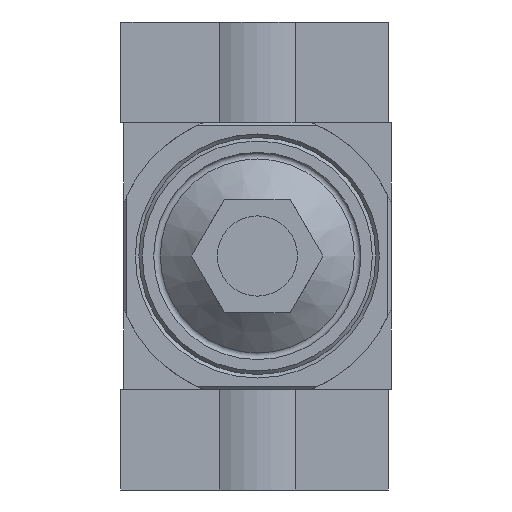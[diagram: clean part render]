
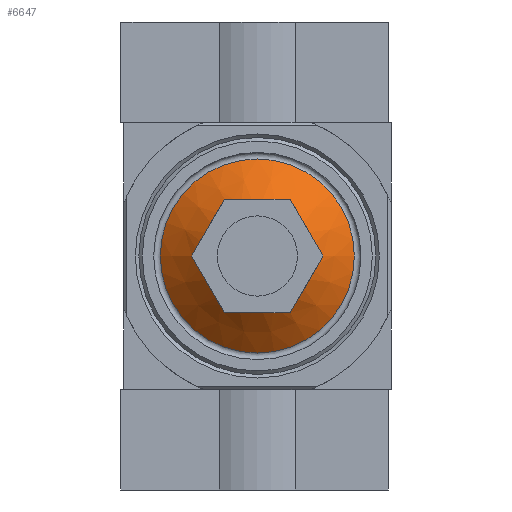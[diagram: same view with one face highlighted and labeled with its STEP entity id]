
A CAD part, front view. The second image highlights one B-rep face of the part: STEP entity #6647.
In plain terms, the highlighted conical face has half-angle 49.63 degrees and reference radius 14.511 mm.
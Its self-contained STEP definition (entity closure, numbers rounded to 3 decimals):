
#115=CONICAL_SURFACE('',#7108,14.511,0.866);
#233=B_SPLINE_CURVE_WITH_KNOTS('',3,(#10081,#10082,#10083,#10084,#10085,
#10086),.UNSPECIFIED.,.F.,.F.,(4,1,1,4),(0.,0.003,
0.005,0.01),.UNSPECIFIED.);
#234=B_SPLINE_CURVE_WITH_KNOTS('',3,(#10089,#10090,#10091,#10092,#10093,
#10094,#10095),.UNSPECIFIED.,.F.,.F.,(4,1,1,1,4),(0.013,0.016,
0.018,0.021,0.023),.UNSPECIFIED.);
#235=B_SPLINE_CURVE_WITH_KNOTS('',3,(#10097,#10098,#10099,#10100,#10101,
#10102),.UNSPECIFIED.,.F.,.F.,(4,1,1,4),(0.,0.003,
0.005,0.01),.UNSPECIFIED.);
#236=B_SPLINE_CURVE_WITH_KNOTS('',3,(#10104,#10105,#10106,#10107,#10108,
#10109),.UNSPECIFIED.,.F.,.F.,(4,1,1,4),(0.,0.003,
0.005,0.01),.UNSPECIFIED.);
#237=B_SPLINE_CURVE_WITH_KNOTS('',3,(#10111,#10112,#10113,#10114,#10115,
#10116,#10117),.UNSPECIFIED.,.F.,.F.,(4,1,1,1,4),(0.013,0.016,
0.018,0.021,0.023),.UNSPECIFIED.);
#238=B_SPLINE_CURVE_WITH_KNOTS('',3,(#10119,#10120,#10121,#10122,#10123,
#10124),.UNSPECIFIED.,.F.,.F.,(4,1,1,4),(0.,0.003,
0.005,0.01),.UNSPECIFIED.);
#1435=ORIENTED_EDGE('',*,*,#2811,.F.);
#1436=ORIENTED_EDGE('',*,*,#2812,.F.);
#1437=ORIENTED_EDGE('',*,*,#2813,.F.);
#1438=ORIENTED_EDGE('',*,*,#2814,.F.);
#1439=ORIENTED_EDGE('',*,*,#2815,.F.);
#1440=ORIENTED_EDGE('',*,*,#2816,.F.);
#1441=ORIENTED_EDGE('',*,*,#2817,.T.);
#2811=EDGE_CURVE('',#3474,#3475,#233,.T.);
#2812=EDGE_CURVE('',#3476,#3474,#234,.T.);
#2813=EDGE_CURVE('',#3477,#3476,#235,.T.);
#2814=EDGE_CURVE('',#3478,#3477,#236,.T.);
#2815=EDGE_CURVE('',#3479,#3478,#237,.T.);
#2816=EDGE_CURVE('',#3475,#3479,#238,.T.);
#2817=EDGE_CURVE('',#3480,#3480,#3927,.T.);
#3474=VERTEX_POINT('',#10087);
#3475=VERTEX_POINT('',#10088);
#3476=VERTEX_POINT('',#10096);
#3477=VERTEX_POINT('',#10103);
#3478=VERTEX_POINT('',#10110);
#3479=VERTEX_POINT('',#10118);
#3480=VERTEX_POINT('',#10126);
#3927=CIRCLE('',#7109,14.511);
#4213=EDGE_LOOP('',(#1435,#1436,#1437,#1438,#1439,#1440));
#4214=EDGE_LOOP('',(#1441));
#4702=FACE_BOUND('',#4213,.T.);
#4703=FACE_BOUND('',#4214,.T.);
#6647=ADVANCED_FACE('',(#4702,#4703),#115,.T.);
#7108=AXIS2_PLACEMENT_3D('',#10080,#8042,#8043);
#7109=AXIS2_PLACEMENT_3D('',#10125,#8044,#8045);
#8042=DIRECTION('',(0.,1.,0.));
#8043=DIRECTION('',(0.,0.,1.));
#8044=DIRECTION('',(0.,-1.,0.));
#8045=DIRECTION('',(0.,0.,-1.));
#10080=CARTESIAN_POINT('',(0.,-16.249,0.));
#10081=CARTESIAN_POINT('',(8.5,-20.242,4.907));
#10082=CARTESIAN_POINT('',(7.823,-20.575,5.299));
#10083=CARTESIAN_POINT('',(6.45,-21.135,6.091));
#10084=CARTESIAN_POINT('',(3.5,-21.585,7.794));
#10085=CARTESIAN_POINT('',(1.356,-20.908,9.032));
#10086=CARTESIAN_POINT('',(0.,-20.242,9.815));
#10087=CARTESIAN_POINT('',(8.5,-20.242,4.907));
#10088=CARTESIAN_POINT('',(0.,-20.242,9.815));
#10089=CARTESIAN_POINT('',(8.5,-20.242,-4.907));
#10090=CARTESIAN_POINT('',(8.5,-20.568,-4.141));
#10091=CARTESIAN_POINT('',(8.5,-21.13,-2.557));
#10092=CARTESIAN_POINT('',(8.5,-21.474,-0.012));
#10093=CARTESIAN_POINT('',(8.5,-21.135,2.539));
#10094=CARTESIAN_POINT('',(8.5,-20.573,4.129));
#10095=CARTESIAN_POINT('',(8.5,-20.242,4.907));
#10096=CARTESIAN_POINT('',(8.5,-20.242,-4.907));
#10097=CARTESIAN_POINT('',(0.,-20.242,-9.815));
#10098=CARTESIAN_POINT('',(0.677,-20.575,-9.424));
#10099=CARTESIAN_POINT('',(2.05,-21.135,-8.631));
#10100=CARTESIAN_POINT('',(5.,-21.585,-6.928));
#10101=CARTESIAN_POINT('',(7.144,-20.908,-5.691));
#10102=CARTESIAN_POINT('',(8.5,-20.242,-4.907));
#10103=CARTESIAN_POINT('',(0.,-20.242,-9.815));
#10104=CARTESIAN_POINT('',(-8.5,-20.242,-4.907));
#10105=CARTESIAN_POINT('',(-7.823,-20.575,-5.299));
#10106=CARTESIAN_POINT('',(-6.45,-21.135,-6.091));
#10107=CARTESIAN_POINT('',(-3.5,-21.585,-7.794));
#10108=CARTESIAN_POINT('',(-1.356,-20.908,-9.032));
#10109=CARTESIAN_POINT('',(0.,-20.242,-9.815));
#10110=CARTESIAN_POINT('',(-8.5,-20.242,-4.907));
#10111=CARTESIAN_POINT('',(-8.5,-20.242,4.907));
#10112=CARTESIAN_POINT('',(-8.5,-20.568,4.141));
#10113=CARTESIAN_POINT('',(-8.5,-21.13,2.557));
#10114=CARTESIAN_POINT('',(-8.5,-21.474,0.012));
#10115=CARTESIAN_POINT('',(-8.5,-21.135,-2.539));
#10116=CARTESIAN_POINT('',(-8.5,-20.573,-4.129));
#10117=CARTESIAN_POINT('',(-8.5,-20.242,-4.907));
#10118=CARTESIAN_POINT('',(-8.5,-20.242,4.907));
#10119=CARTESIAN_POINT('',(0.,-20.242,9.815));
#10120=CARTESIAN_POINT('',(-0.677,-20.575,9.424));
#10121=CARTESIAN_POINT('',(-2.05,-21.135,8.631));
#10122=CARTESIAN_POINT('',(-5.,-21.585,6.928));
#10123=CARTESIAN_POINT('',(-7.144,-20.908,5.691));
#10124=CARTESIAN_POINT('',(-8.5,-20.242,4.907));
#10125=CARTESIAN_POINT('',(0.,-16.249,0.));
#10126=CARTESIAN_POINT('',(0.,-16.249,-14.511));
